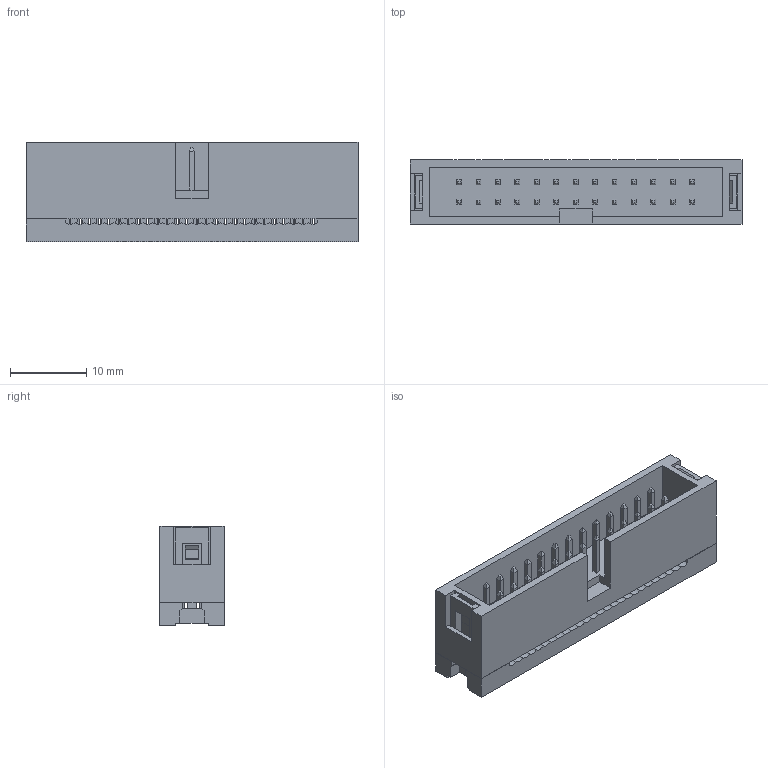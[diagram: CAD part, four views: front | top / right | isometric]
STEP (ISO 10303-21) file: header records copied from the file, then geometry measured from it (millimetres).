
FILE_DESCRIPTION( ( 'Unknown' ), '1' );
FILE_NAME( '61202625821.stp', 'Unknown', ( 'Unknown' ), ( 'Unknown' ), 'PSStep 14.0', 'Unknown', ' ' );
FILE_SCHEMA( ( 'AUTOMOTIVE_DESIGN { 1 0 10303 214 1 1 1 1 }' ) );
Length unit declared in the file: millimetre
Products named in the file (4): Assem1; 6120xx25821_PIN; 61202625821; 61202625821_PAD
Assembly tree (28 placements, depth 2):
  Assem1
    6120xx25821_PIN  x26
    61202625821
    61202625821_PAD
Bounding box: 43.42 x 8.4 x 13 mm (x, y, z)
Volume: 2823.8 mm3; surface area: 5196.2 mm2
Topology: 28 solids, 28 shells, 1134 faces, 2966 edges, 1888 vertices
Faces by surface type: plane 1004, cylinder 130
Entity records: 21075 total; most frequent: CARTESIAN_POINT 3017, ORIENTED_EDGE 2982, DIRECTION 2679, EDGE_CURVE 1491, LINE 1379, VECTOR 1379, VERTEX_POINT 988, AXIS2_PLACEMENT_3D 650
